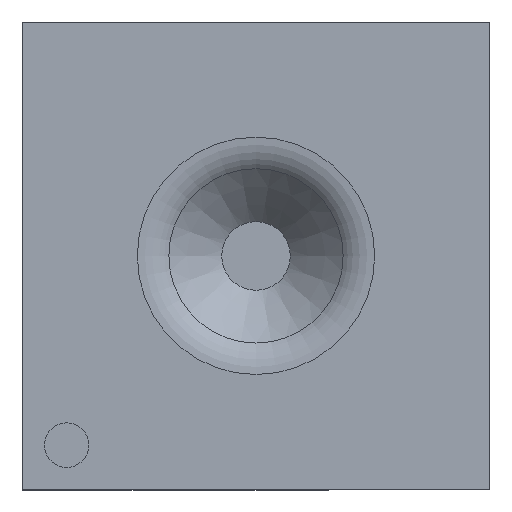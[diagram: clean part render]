
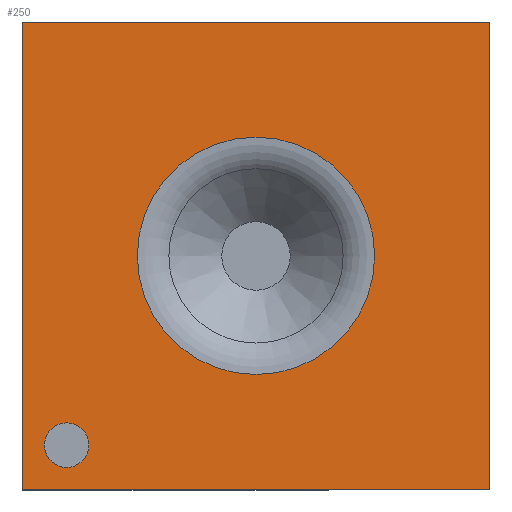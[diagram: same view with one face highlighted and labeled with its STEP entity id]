
A CAD part, top view. The second image highlights one B-rep face of the part: STEP entity #250.
In plain terms, the highlighted planar face has unit normal (0, 0, 1).
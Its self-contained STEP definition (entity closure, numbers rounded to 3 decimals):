
#250=ADVANCED_FACE('',(#1245,#1247,#1249),#1251,.T.);
#1245=FACE_BOUND('',#1246,.T.);
#1246=EDGE_LOOP('',(#2048,#2049,#2050,#2051));
#1247=FACE_BOUND('',#1248,.T.);
#1248=EDGE_LOOP('',(#2052));
#1249=FACE_BOUND('',#1250,.T.);
#1250=EDGE_LOOP('',(#2053));
#1251=PLANE('',#1252);
#1252=AXIS2_PLACEMENT_3D('',#1253,#1254,#1255);
#1253=CARTESIAN_POINT('',(0.,0.,0.8));
#1254=DIRECTION('',(0.,0.,1.));
#1255=DIRECTION('',(1.,0.,0.));
#2048=ORIENTED_EDGE('',*,*,#2523,.T.);
#2049=ORIENTED_EDGE('',*,*,#2527,.T.);
#2050=ORIENTED_EDGE('',*,*,#2528,.T.);
#2051=ORIENTED_EDGE('',*,*,#2469,.T.);
#2052=ORIENTED_EDGE('',*,*,#2529,.T.);
#2053=ORIENTED_EDGE('',*,*,#2530,.T.);
#2469=EDGE_CURVE('',#2732,#2730,#2733,.T.);
#2523=EDGE_CURVE('',#2730,#2827,#2829,.T.);
#2527=EDGE_CURVE('',#2827,#2835,#2836,.T.);
#2528=EDGE_CURVE('',#2835,#2732,#2837,.T.);
#2529=EDGE_CURVE('',#2838,#2838,#2839,.F.);
#2530=EDGE_CURVE('',#2840,#2840,#2841,.F.);
#2730=VERTEX_POINT('',#3194);
#2732=VERTEX_POINT('',#3198);
#2733=LINE('',#3199,#3200);
#2827=VERTEX_POINT('',#3399);
#2829=LINE('',#3403,#3404);
#2835=VERTEX_POINT('',#3417);
#2836=LINE('',#3418,#3419);
#2837=LINE('',#3421,#3422);
#2838=VERTEX_POINT('',#3424);
#2839=CIRCLE('',#3425,0.1);
#2840=VERTEX_POINT('',#3429);
#2841=CIRCLE('',#3430,0.533);
#3194=CARTESIAN_POINT('',(1.05,1.05,0.8));
#3198=CARTESIAN_POINT('',(1.05,-1.05,0.8));
#3199=CARTESIAN_POINT('',(1.05,-1.05,0.8));
#3200=VECTOR('',#3201,1.);
#3201=DIRECTION('',(0.,1.,0.));
#3399=CARTESIAN_POINT('',(-1.05,1.05,0.8));
#3403=CARTESIAN_POINT('',(1.05,1.05,0.8));
#3404=VECTOR('',#3405,1.);
#3405=DIRECTION('',(-1.,0.,0.));
#3417=CARTESIAN_POINT('',(-1.05,-1.05,0.8));
#3418=CARTESIAN_POINT('',(-1.05,1.05,0.8));
#3419=VECTOR('',#3420,1.);
#3420=DIRECTION('',(0.,-1.,0.));
#3421=CARTESIAN_POINT('',(-1.05,-1.05,0.8));
#3422=VECTOR('',#3423,1.);
#3423=DIRECTION('',(1.,0.,0.));
#3424=CARTESIAN_POINT('',(-0.75,-0.85,0.8));
#3425=AXIS2_PLACEMENT_3D('',#3426,#3427,#3428);
#3426=CARTESIAN_POINT('',(-0.85,-0.85,0.8));
#3427=DIRECTION('',(0.,0.,1.));
#3428=DIRECTION('',(1.,0.,0.));
#3429=CARTESIAN_POINT('',(0.533,0.,0.8));
#3430=AXIS2_PLACEMENT_3D('',#3431,#3432,#3433);
#3431=CARTESIAN_POINT('',(0.,0.,0.8));
#3432=DIRECTION('',(0.,0.,1.));
#3433=DIRECTION('',(1.,0.,0.));
